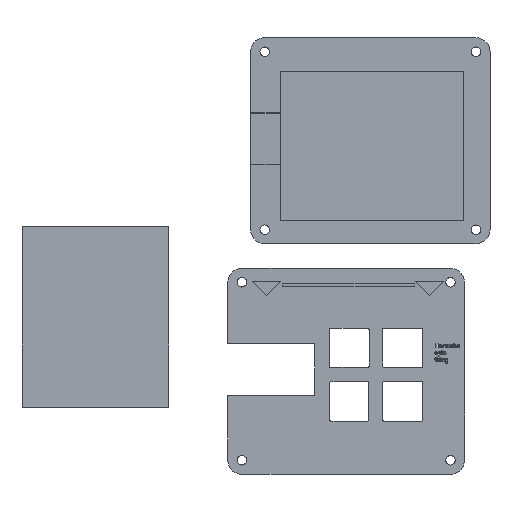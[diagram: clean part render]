
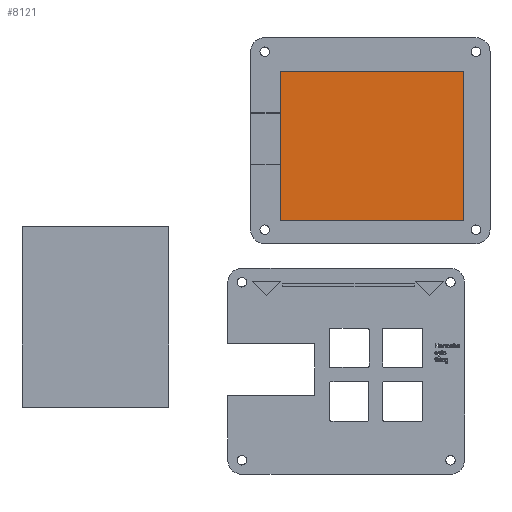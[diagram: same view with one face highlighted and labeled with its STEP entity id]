
A CAD part, top view. The second image highlights one B-rep face of the part: STEP entity #8121.
In plain terms, the highlighted planar face has unit normal (0, 0, 1).
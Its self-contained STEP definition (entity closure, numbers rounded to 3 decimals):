
#803=PLANE('',#8599);
#984=FACE_OUTER_BOUND('',#1431,.T.);
#1431=EDGE_LOOP('',(#5618,#5619,#5620,#5621));
#1957=LINE('',#10263,#2685);
#1958=LINE('',#10265,#2686);
#1959=LINE('',#10267,#2687);
#1960=LINE('',#10268,#2688);
#2685=VECTOR('',#8948,10.);
#2686=VECTOR('',#8949,10.);
#2687=VECTOR('',#8950,10.);
#2688=VECTOR('',#8951,10.);
#3486=VERTEX_POINT('',#10261);
#3487=VERTEX_POINT('',#10262);
#3488=VERTEX_POINT('',#10264);
#3489=VERTEX_POINT('',#10266);
#4337=EDGE_CURVE('',#3486,#3487,#1957,.T.);
#4338=EDGE_CURVE('',#3488,#3486,#1958,.T.);
#4339=EDGE_CURVE('',#3489,#3488,#1959,.T.);
#4340=EDGE_CURVE('',#3487,#3489,#1960,.T.);
#5618=ORIENTED_EDGE('',*,*,#4337,.F.);
#5619=ORIENTED_EDGE('',*,*,#4338,.F.);
#5620=ORIENTED_EDGE('',*,*,#4339,.F.);
#5621=ORIENTED_EDGE('',*,*,#4340,.F.);
#8121=ADVANCED_FACE('',(#984),#803,.T.);
#8599=AXIS2_PLACEMENT_3D('',#10260,#8946,#8947);
#8946=DIRECTION('center_axis',(0.,0.,1.));
#8947=DIRECTION('ref_axis',(1.,0.,0.));
#8948=DIRECTION('',(-1.,0.,0.));
#8949=DIRECTION('',(0.,-1.,0.));
#8950=DIRECTION('',(1.,0.,0.));
#8951=DIRECTION('',(0.,1.,0.));
#10260=CARTESIAN_POINT('Origin',(17.6,-16.7,3.));
#10261=CARTESIAN_POINT('',(50.2,-43.4,3.));
#10262=CARTESIAN_POINT('',(-15.,-43.4,3.));
#10263=CARTESIAN_POINT('',(33.9,-43.4,3.));
#10264=CARTESIAN_POINT('',(50.2,10.,3.));
#10265=CARTESIAN_POINT('',(50.2,-3.35,3.));
#10266=CARTESIAN_POINT('',(-15.,10.,3.));
#10267=CARTESIAN_POINT('',(1.3,10.,3.));
#10268=CARTESIAN_POINT('',(-15.,-30.05,3.));
